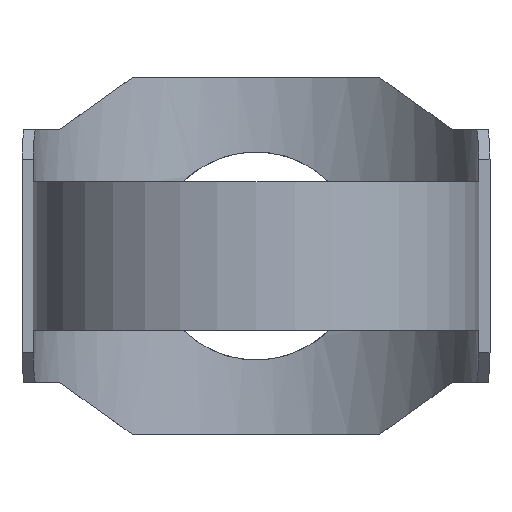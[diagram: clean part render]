
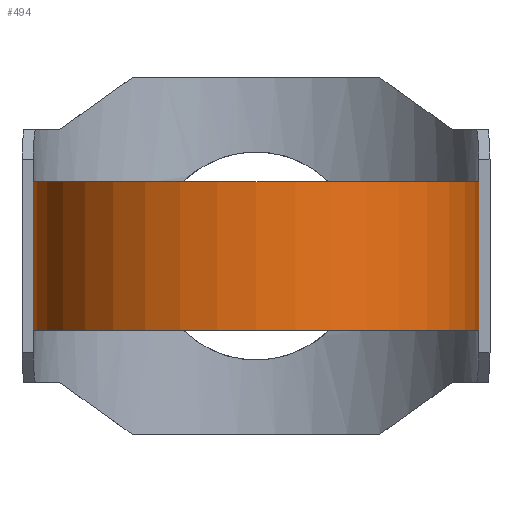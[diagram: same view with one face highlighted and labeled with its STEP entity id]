
A CAD part, front view. The second image highlights one B-rep face of the part: STEP entity #494.
In plain terms, the highlighted cylindrical face has radius 90 mm (diameter 180 mm), a partial arc.
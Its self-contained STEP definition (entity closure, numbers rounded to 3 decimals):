
#232 = EDGE_CURVE( '', #236, #470, #621, .T. );
#236 = VERTEX_POINT( '', #626 );
#276 = VERTEX_POINT( '', #668 );
#470 = VERTEX_POINT( '', #879 );
#494 = ADVANCED_FACE( '', ( #908 ), #909, .T. );
#500 = EDGE_CURVE( '', #276, #526, #915, .T. );
#524 = EDGE_CURVE( '', #526, #236, #942, .T. );
#526 = VERTEX_POINT( '', #944 );
#564 = EDGE_CURVE( '', #276, #470, #987, .T. );
#621 = LINE( '', #1109, #1110 );
#626 = CARTESIAN_POINT( '', ( 90., 0., -30. ) );
#668 = CARTESIAN_POINT( '', ( -90., 0., 30. ) );
#879 = CARTESIAN_POINT( '', ( 90., 0., 30. ) );
#908 = FACE_OUTER_BOUND( '', #1721, .T. );
#909 = CYLINDRICAL_SURFACE( '', #1722, 90. );
#915 = LINE( '', #1732, #1733 );
#942 = CIRCLE( '', #1768, 90. );
#944 = CARTESIAN_POINT( '', ( -90., 0., -30. ) );
#987 = CIRCLE( '', #1863, 90. );
#1109 = CARTESIAN_POINT( '', ( 90., 0., 0. ) );
#1110 = VECTOR( '', #1909, 1. );
#1721 = EDGE_LOOP( '', ( #2251, #2252, #2253, #2254 ) );
#1722 = AXIS2_PLACEMENT_3D( '', #2255, #2256, #2257 );
#1732 = CARTESIAN_POINT( '', ( -90., 0., 0. ) );
#1733 = VECTOR( '', #2262, 1. );
#1768 = AXIS2_PLACEMENT_3D( '', #2302, #2303, #2304 );
#1863 = AXIS2_PLACEMENT_3D( '', #2364, #2365, #2366 );
#1909 = DIRECTION( '', ( 0., 0., 1. ) );
#2251 = ORIENTED_EDGE( '', *, *, #232, .T. );
#2252 = ORIENTED_EDGE( '', *, *, #564, .F. );
#2253 = ORIENTED_EDGE( '', *, *, #500, .T. );
#2254 = ORIENTED_EDGE( '', *, *, #524, .T. );
#2255 = CARTESIAN_POINT( '', ( 0., 0., 30. ) );
#2256 = DIRECTION( '', ( 0., 0., 1. ) );
#2257 = DIRECTION( '', ( 1., 0., 0. ) );
#2262 = DIRECTION( '', ( 0., 0., -1. ) );
#2302 = CARTESIAN_POINT( '', ( 0., 0., -30. ) );
#2303 = DIRECTION( '', ( 0., 0., 1. ) );
#2304 = DIRECTION( '', ( 1., 0., 0. ) );
#2364 = CARTESIAN_POINT( '', ( 0., 0., 30. ) );
#2365 = DIRECTION( '', ( 0., 0., 1. ) );
#2366 = DIRECTION( '', ( 1., 0., 0. ) );
